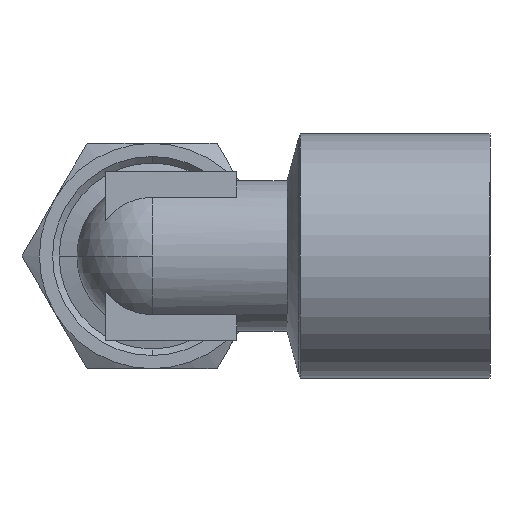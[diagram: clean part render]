
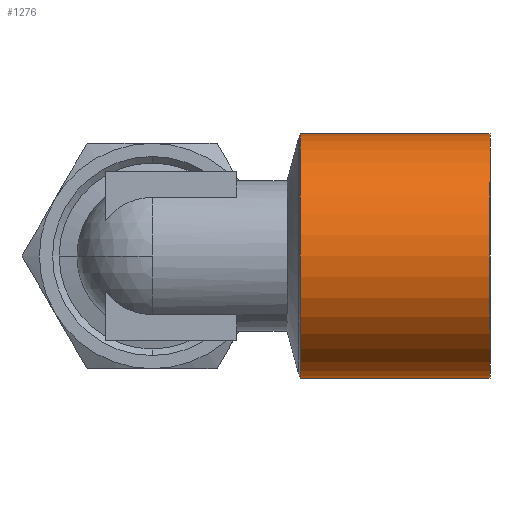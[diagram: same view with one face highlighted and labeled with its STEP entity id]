
A CAD part, left-side view. The second image highlights one B-rep face of the part: STEP entity #1276.
In plain terms, the highlighted cylindrical face has radius 6.5 mm (diameter 13 mm), a partial arc.
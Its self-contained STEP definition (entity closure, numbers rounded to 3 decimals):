
#82 = DIRECTION ( 'NONE',  ( 0., 0., -1. ) ) ;
#83 = DIRECTION ( 'NONE',  ( 0., 1., 0. ) ) ;
#84 = CARTESIAN_POINT ( 'NONE',  ( 0., 12.099, 0. ) ) ;
#98 = DIRECTION ( 'NONE',  ( 0., 0., -1. ) ) ;
#101 = DIRECTION ( 'NONE',  ( 0., -1., 0. ) ) ;
#102 = CARTESIAN_POINT ( 'NONE',  ( 0., 2., 0. ) ) ;
#110 = CARTESIAN_POINT ( 'NONE',  ( 0., -2.327, -6.5 ) ) ;
#118 = DIRECTION ( 'NONE',  ( 0., -1., 0. ) ) ;
#127 = CARTESIAN_POINT ( 'NONE',  ( 0., -2.327, 6.5 ) ) ;
#131 = DIRECTION ( 'NONE',  ( 0., -1., 0. ) ) ;
#230 = AXIS2_PLACEMENT_3D ( 'NONE', #1596, #1594, #1597 ) ;
#286 = LINE ( 'NONE', #127, #290 ) ;
#289 = LINE ( 'NONE', #110, #293 ) ;
#290 = VECTOR ( 'NONE', #131, 1000. ) ;
#293 = VECTOR ( 'NONE', #118, 1000. ) ;
#346 = CIRCLE ( 'NONE', #754, 6.5 ) ;
#350 = CIRCLE ( 'NONE', #758, 6.5 ) ;
#449 = CYLINDRICAL_SURFACE ( 'NONE', #230, 6.5 ) ;
#457 = FACE_OUTER_BOUND ( 'NONE', #1729, .T. ) ;
#573 = EDGE_CURVE ( 'NONE', #1259, #1235, #286, .T. ) ;
#575 = EDGE_CURVE ( 'NONE', #1250, #1272, #289, .T. ) ;
#615 = EDGE_CURVE ( 'NONE', #1235, #1272, #346, .T. ) ;
#619 = EDGE_CURVE ( 'NONE', #1250, #1259, #350, .T. ) ;
#754 = AXIS2_PLACEMENT_3D ( 'NONE', #102, #101, #98 ) ;
#758 = AXIS2_PLACEMENT_3D ( 'NONE', #84, #83, #82 ) ;
#1156 = ORIENTED_EDGE ( 'NONE', *, *, #615, .F. ) ;
#1157 = ORIENTED_EDGE ( 'NONE', *, *, #575, .T. ) ;
#1158 = ORIENTED_EDGE ( 'NONE', *, *, #619, .F. ) ;
#1159 = ORIENTED_EDGE ( 'NONE', *, *, #573, .F. ) ;
#1235 = VERTEX_POINT ( 'NONE', #1553 ) ;
#1250 = VERTEX_POINT ( 'NONE', #1568 ) ;
#1259 = VERTEX_POINT ( 'NONE', #1577 ) ;
#1272 = VERTEX_POINT ( 'NONE', #1590 ) ;
#1276 = ADVANCED_FACE ( 'NONE', ( #457 ), #449, .T. ) ;
#1553 = CARTESIAN_POINT ( 'NONE',  ( 0., 2., 6.5 ) ) ;
#1568 = CARTESIAN_POINT ( 'NONE',  ( 0., 12.099, -6.5 ) ) ;
#1577 = CARTESIAN_POINT ( 'NONE',  ( 0., 12.099, 6.5 ) ) ;
#1590 = CARTESIAN_POINT ( 'NONE',  ( 0., 2., -6.5 ) ) ;
#1594 = DIRECTION ( 'NONE',  ( 0., -1., 0. ) ) ;
#1596 = CARTESIAN_POINT ( 'NONE',  ( 0., -2.327, 0. ) ) ;
#1597 = DIRECTION ( 'NONE',  ( 0., 0., -1. ) ) ;
#1729 = EDGE_LOOP ( 'NONE', ( #1159, #1158, #1157, #1156 ) ) ;
